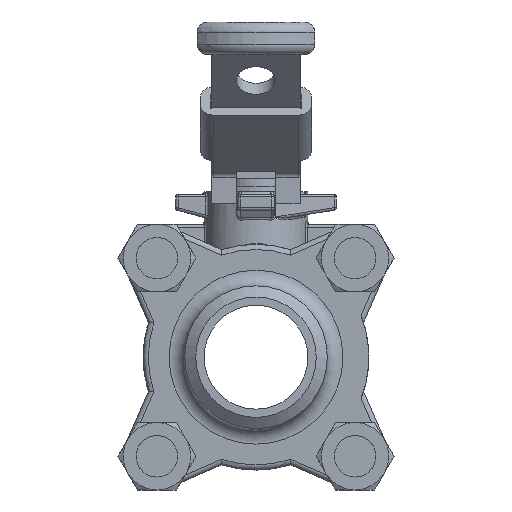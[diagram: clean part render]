
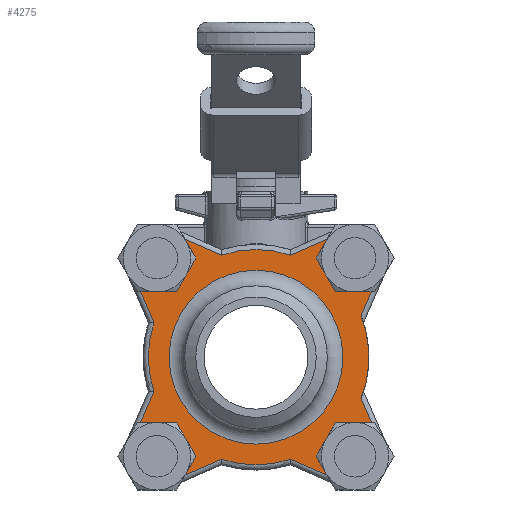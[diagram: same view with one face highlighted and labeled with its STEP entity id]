
A CAD part, left-side view. The second image highlights one B-rep face of the part: STEP entity #4275.
In plain terms, the highlighted face is planar.
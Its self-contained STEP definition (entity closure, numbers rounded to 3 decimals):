
#4275=ADVANCED_FACE('',(#8339,#8340,#8341,#8342,#8343,#8344),#8345,.T.);
#8339=FACE_BOUND('',#18206,.T.);
#8340=FACE_BOUND('',#18207,.T.);
#8341=FACE_BOUND('',#18208,.T.);
#8342=FACE_BOUND('',#18209,.T.);
#8343=FACE_OUTER_BOUND('',#18210,.T.);
#8344=FACE_BOUND('',#18211,.T.);
#8345=PLANE('',#18212);
#18206=EDGE_LOOP('',(#29302));
#18207=EDGE_LOOP('',(#29303));
#18208=EDGE_LOOP('',(#29304));
#18209=EDGE_LOOP('',(#29305));
#18210=EDGE_LOOP('',(#29306,#29307,#29308,#29309,#29310,#29311,#29312,#29313,#29314,#29315,#29316,#29317,#29318,#29319,#29320,#29321));
#18211=EDGE_LOOP('',(#29322));
#18212=AXIS2_PLACEMENT_3D('',#29323,#29324,#29325);
#29302=ORIENTED_EDGE('',*,*,#33905,.T.);
#29303=ORIENTED_EDGE('',*,*,#33878,.T.);
#29304=ORIENTED_EDGE('',*,*,#33903,.T.);
#29305=ORIENTED_EDGE('',*,*,#33853,.T.);
#29306=ORIENTED_EDGE('',*,*,#33795,.F.);
#29307=ORIENTED_EDGE('',*,*,#33827,.F.);
#29308=ORIENTED_EDGE('',*,*,#33906,.F.);
#29309=ORIENTED_EDGE('',*,*,#33843,.F.);
#29310=ORIENTED_EDGE('',*,*,#33846,.F.);
#29311=ORIENTED_EDGE('',*,*,#33830,.F.);
#29312=ORIENTED_EDGE('',*,*,#33907,.F.);
#29313=ORIENTED_EDGE('',*,*,#33849,.F.);
#29314=ORIENTED_EDGE('',*,*,#33908,.F.);
#29315=ORIENTED_EDGE('',*,*,#33909,.F.);
#29316=ORIENTED_EDGE('',*,*,#33856,.F.);
#29317=ORIENTED_EDGE('',*,*,#33910,.F.);
#29318=ORIENTED_EDGE('',*,*,#33911,.F.);
#29319=ORIENTED_EDGE('',*,*,#33912,.F.);
#29320=ORIENTED_EDGE('',*,*,#33889,.F.);
#29321=ORIENTED_EDGE('',*,*,#33784,.F.);
#29322=ORIENTED_EDGE('',*,*,#33860,.F.);
#29323=CARTESIAN_POINT('',(0.0,0.0,9.0));
#29324=DIRECTION('',(0.0,0.0,1.0));
#29325=DIRECTION('',(1.0,0.0,0.0));
#33784=EDGE_CURVE('',#40175,#40177,#40178,.T.);
#33795=EDGE_CURVE('',#40196,#40175,#40198,.T.);
#33827=EDGE_CURVE('',#40250,#40196,#40252,.T.);
#33830=EDGE_CURVE('',#40255,#40257,#40258,.T.);
#33843=EDGE_CURVE('',#40275,#40277,#40278,.T.);
#33846=EDGE_CURVE('',#40257,#40275,#40281,.T.);
#33849=EDGE_CURVE('',#40283,#40285,#40286,.T.);
#33853=EDGE_CURVE('',#40291,#40291,#40292,.T.);
#33856=EDGE_CURVE('',#40294,#40296,#40297,.T.);
#33860=EDGE_CURVE('',#40302,#40302,#40303,.T.);
#33878=EDGE_CURVE('',#40328,#40328,#40329,.T.);
#33889=EDGE_CURVE('',#40177,#40344,#40345,.T.);
#33903=EDGE_CURVE('',#40362,#40362,#40363,.T.);
#33905=EDGE_CURVE('',#40365,#40365,#40366,.T.);
#33906=EDGE_CURVE('',#40277,#40250,#40367,.T.);
#33907=EDGE_CURVE('',#40285,#40255,#40368,.T.);
#33908=EDGE_CURVE('',#40369,#40283,#40370,.T.);
#33909=EDGE_CURVE('',#40296,#40369,#40371,.T.);
#33910=EDGE_CURVE('',#40372,#40294,#40373,.T.);
#33911=EDGE_CURVE('',#40374,#40372,#40375,.T.);
#33912=EDGE_CURVE('',#40344,#40374,#40376,.T.);
#40175=VERTEX_POINT('',#51616);
#40177=VERTEX_POINT('',#51633);
#40178=LINE('',#51634,#51635);
#40196=VERTEX_POINT('',#51683);
#40198=CIRCLE('',#51697,21.75);
#40250=VERTEX_POINT('',#51832);
#40252=LINE('',#51834,#51835);
#40255=VERTEX_POINT('',#51838);
#40257=VERTEX_POINT('',#51840);
#40258=LINE('',#51841,#51842);
#40275=VERTEX_POINT('',#51875);
#40277=VERTEX_POINT('',#51890);
#40278=LINE('',#51891,#51892);
#40281=CIRCLE('',#51895,20.75);
#40283=VERTEX_POINT('',#51897);
#40285=VERTEX_POINT('',#51912);
#40286=LINE('',#51913,#51914);
#40291=VERTEX_POINT('',#51919);
#40292=CIRCLE('',#51920,4.1);
#40294=VERTEX_POINT('',#51922);
#40296=VERTEX_POINT('',#51924);
#40297=CIRCLE('',#51925,5.5);
#40302=VERTEX_POINT('',#51930);
#40303=CIRCLE('',#51931,16.75);
#40328=VERTEX_POINT('',#51961);
#40329=CIRCLE('',#51962,4.1);
#40344=VERTEX_POINT('',#51981);
#40345=CIRCLE('',#51982,5.5);
#40362=VERTEX_POINT('',#52002);
#40363=CIRCLE('',#52003,4.1);
#40365=VERTEX_POINT('',#52005);
#40366=CIRCLE('',#52006,4.1);
#40367=CIRCLE('',#52007,5.5);
#40368=CIRCLE('',#52008,5.5);
#40369=VERTEX_POINT('',#52009);
#40370=CIRCLE('',#52010,20.75);
#40371=LINE('',#52011,#52012);
#40372=VERTEX_POINT('',#52013);
#40373=LINE('',#52014,#52015);
#40374=VERTEX_POINT('',#52016);
#40375=CIRCLE('',#52017,20.75);
#40376=LINE('',#52018,#52019);
#51616=CARTESIAN_POINT('',(-8.679,19.943,9.0));
#51633=CARTESIAN_POINT('',(-5.12,29.01,9.0));
#51634=CARTESIAN_POINT('',(-10.699,14.798,9.0));
#51635=VECTOR('',#55873,1.0);
#51683=CARTESIAN_POINT('',(-19.943,8.679,9.0));
#51697=AXIS2_PLACEMENT_3D('',#55886,#55887,#55888);
#51832=CARTESIAN_POINT('',(-29.01,5.12,9.0));
#51834=CARTESIAN_POINT('',(-14.798,10.699,9.0));
#51835=VECTOR('',#55927,1.0);
#51838=CARTESIAN_POINT('',(-5.12,-29.01,9.0));
#51840=CARTESIAN_POINT('',(-9.208,-18.595,9.0));
#51841=CARTESIAN_POINT('',(-10.699,-14.798,9.0));
#51842=VECTOR('',#55931,1.0);
#51875=CARTESIAN_POINT('',(-18.595,-9.208,9.0));
#51890=CARTESIAN_POINT('',(-29.01,-5.12,9.0));
#51891=CARTESIAN_POINT('',(-14.798,-10.699,9.0));
#51892=VECTOR('',#55947,1.0);
#51895=AXIS2_PLACEMENT_3D('',#55951,#55952,#55953);
#51897=CARTESIAN_POINT('',(9.208,-18.595,9.0));
#51912=CARTESIAN_POINT('',(5.12,-29.01,9.0));
#51913=CARTESIAN_POINT('',(10.699,-14.798,9.0));
#51914=VECTOR('',#55954,1.0);
#51919=CARTESIAN_POINT('',(31.1,0.0,9.0));
#51920=AXIS2_PLACEMENT_3D('',#55961,#55962,#55963);
#51922=CARTESIAN_POINT('',(29.01,5.12,9.0));
#51924=CARTESIAN_POINT('',(29.01,-5.12,9.0));
#51925=AXIS2_PLACEMENT_3D('',#55967,#55968,#55969);
#51930=CARTESIAN_POINT('',(11.844,-11.844,9.0));
#51931=AXIS2_PLACEMENT_3D('',#55976,#55977,#55978);
#51961=CARTESIAN_POINT('',(-31.1,0.,9.0));
#51962=AXIS2_PLACEMENT_3D('',#56005,#56006,#56007);
#51981=CARTESIAN_POINT('',(5.12,29.01,9.0));
#51982=AXIS2_PLACEMENT_3D('',#56018,#56019,#56020);
#52002=CARTESIAN_POINT('',(0.0,-31.1,9.0));
#52003=AXIS2_PLACEMENT_3D('',#56042,#56043,#56044);
#52005=CARTESIAN_POINT('',(0.,31.1,9.0));
#52006=AXIS2_PLACEMENT_3D('',#56045,#56046,#56047);
#52007=AXIS2_PLACEMENT_3D('',#56048,#56049,#56050);
#52008=AXIS2_PLACEMENT_3D('',#56051,#56052,#56053);
#52009=CARTESIAN_POINT('',(18.595,-9.208,9.0));
#52010=AXIS2_PLACEMENT_3D('',#56054,#56055,#56056);
#52011=CARTESIAN_POINT('',(14.798,-10.699,9.0));
#52012=VECTOR('',#56057,1.0);
#52013=CARTESIAN_POINT('',(18.595,9.208,9.0));
#52014=CARTESIAN_POINT('',(14.798,10.699,9.0));
#52015=VECTOR('',#56058,1.0);
#52016=CARTESIAN_POINT('',(9.208,18.595,9.0));
#52017=AXIS2_PLACEMENT_3D('',#56059,#56060,#56061);
#52018=CARTESIAN_POINT('',(10.699,14.798,9.0));
#52019=VECTOR('',#56062,1.0);
#55873=DIRECTION('',(0.365,0.931,0.0));
#55886=CARTESIAN_POINT('',(0.0,0.0,9.0));
#55887=DIRECTION('',(0.0,0.0,-1.0));
#55888=DIRECTION('',(1.0,0.0,0.0));
#55927=DIRECTION('',(0.931,0.365,0.0));
#55931=DIRECTION('',(-0.365,0.931,0.0));
#55947=DIRECTION('',(-0.931,0.365,0.0));
#55951=CARTESIAN_POINT('',(0.0,0.0,9.0));
#55952=DIRECTION('',(-0.0,0.0,-1.0));
#55953=DIRECTION('',(-0.707,-0.707,0.0));
#55954=DIRECTION('',(-0.365,-0.931,0.0));
#55961=CARTESIAN_POINT('',(27.0,0.0,9.0));
#55962=DIRECTION('',(0.,0.0,-1.0));
#55963=DIRECTION('',(-1.0,0.0,0.));
#55967=CARTESIAN_POINT('',(27.0,0.0,9.0));
#55968=DIRECTION('',(0.0,0.0,-1.0));
#55969=DIRECTION('',(1.0,0.0,0.0));
#55976=CARTESIAN_POINT('',(0.,0.,9.0));
#55977=DIRECTION('',(0.0,0.0,1.0));
#55978=DIRECTION('',(-0.707,0.707,0.0));
#56005=CARTESIAN_POINT('',(-27.0,0.,9.0));
#56006=DIRECTION('',(0.,0.,-1.0));
#56007=DIRECTION('',(1.0,0.,0.));
#56018=CARTESIAN_POINT('',(0.,27.0,9.0));
#56019=DIRECTION('',(0.0,0.0,-1.0));
#56020=DIRECTION('',(0.,1.0,0.0));
#56042=CARTESIAN_POINT('',(0.0,-27.0,9.0));
#56043=DIRECTION('',(0.,0.,-1.0));
#56044=DIRECTION('',(0.,1.0,0.));
#56045=CARTESIAN_POINT('',(0.,27.0,9.0));
#56046=DIRECTION('',(0.,0.,-1.0));
#56047=DIRECTION('',(0.,-1.0,0.));
#56048=CARTESIAN_POINT('',(-27.0,0.,9.0));
#56049=DIRECTION('',(-0.0,0.0,-1.0));
#56050=DIRECTION('',(-1.0,0.,0.0));
#56051=CARTESIAN_POINT('',(0.,-27.0,9.0));
#56052=DIRECTION('',(0.0,0.0,-1.0));
#56053=DIRECTION('',(0.,-1.0,0.0));
#56054=CARTESIAN_POINT('',(0.0,0.0,9.0));
#56055=DIRECTION('',(0.0,0.0,-1.0));
#56056=DIRECTION('',(0.707,-0.707,0.0));
#56057=DIRECTION('',(-0.931,-0.365,0.0));
#56058=DIRECTION('',(0.931,-0.365,0.0));
#56059=CARTESIAN_POINT('',(0.0,0.0,9.0));
#56060=DIRECTION('',(0.0,0.0,-1.0));
#56061=DIRECTION('',(0.707,0.707,0.0));
#56062=DIRECTION('',(0.365,-0.931,0.0));
